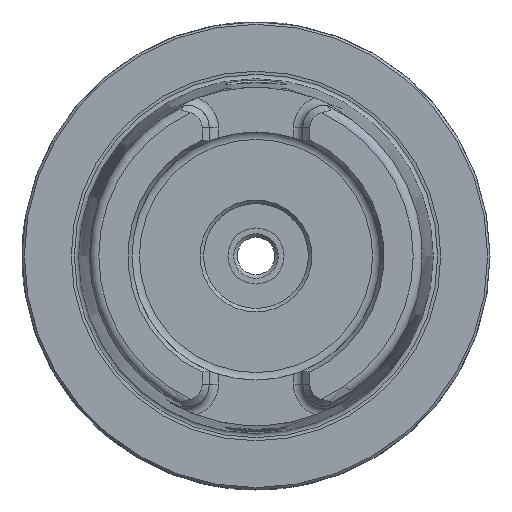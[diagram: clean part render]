
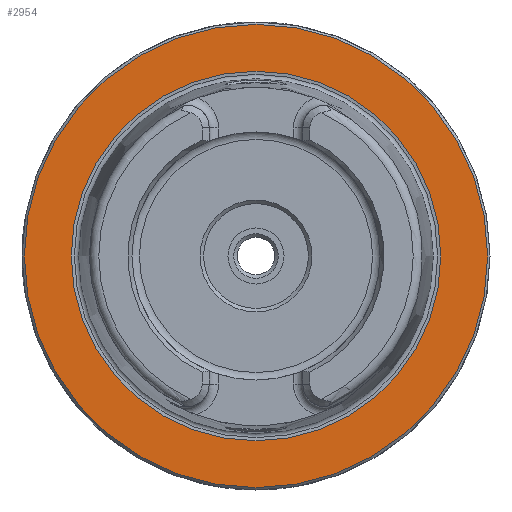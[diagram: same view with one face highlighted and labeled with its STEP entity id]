
A CAD part, left-side view. The second image highlights one B-rep face of the part: STEP entity #2954.
In plain terms, the highlighted planar face has unit normal (-1, 0, 0).
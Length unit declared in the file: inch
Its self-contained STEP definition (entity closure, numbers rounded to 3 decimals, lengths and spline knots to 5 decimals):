
#2920=CARTESIAN_POINT('',(0.0,49.5,0.));
#2921=VERTEX_POINT('',#2920);
#2922=CARTESIAN_POINT('',(0.0,0.0,0.0));
#2923=DIRECTION('',(1.0,0.0,0.0));
#2924=DIRECTION('',(0.0,-1.0,0.0));
#2925=AXIS2_PLACEMENT_3D('',#2922,#2923,#2924);
#2926=CIRCLE('',#2925,49.5);
#2927=EDGE_CURVE('',#2921,#2921,#2926,.T.);
#2935=CARTESIAN_POINT('',(0.0,25.0,0.0));
#2936=DIRECTION('',(-1.0,0.0,0.0));
#2937=DIRECTION('',(0.0,0.0,1.0));
#2938=AXIS2_PLACEMENT_3D('',#2935,#2936,#2937);
#2939=PLANE('',#2938);
#2940=ORIENTED_EDGE('',*,*,#2927,.F.);
#2941=EDGE_LOOP('',(#2940));
#2942=FACE_OUTER_BOUND('',#2941,.T.);
#2943=CARTESIAN_POINT('',(0.0,39.48224,0.0));
#2944=VERTEX_POINT('',#2943);
#2945=CARTESIAN_POINT('',(0.0,0.0,0.0));
#2946=DIRECTION('',(1.0,0.0,0.0));
#2947=DIRECTION('',(0.0,1.0,0.0));
#2948=AXIS2_PLACEMENT_3D('',#2945,#2946,#2947);
#2949=CIRCLE('',#2948,39.48224);
#2950=EDGE_CURVE('',#2944,#2944,#2949,.T.);
#2951=ORIENTED_EDGE('',*,*,#2950,.T.);
#2952=EDGE_LOOP('',(#2951));
#2953=FACE_BOUND('',#2952,.T.);
#2954=ADVANCED_FACE('',(#2942,#2953),#2939,.T.);
